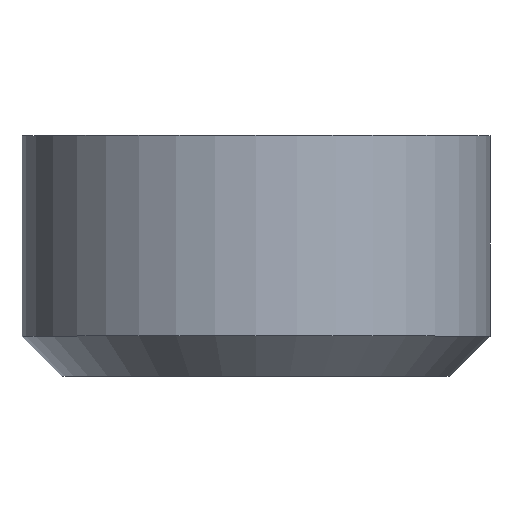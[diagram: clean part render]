
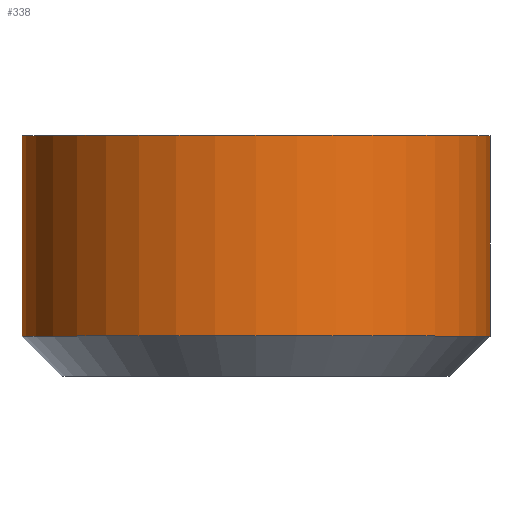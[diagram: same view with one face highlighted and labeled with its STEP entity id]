
A CAD part, top view. The second image highlights one B-rep face of the part: STEP entity #338.
In plain terms, the highlighted cylindrical face has radius 17.5 mm (diameter 35 mm), a full revolution.
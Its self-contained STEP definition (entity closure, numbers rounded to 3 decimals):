
#19=LINE('',#640,#30);
#30=VECTOR('',#507,17.5);
#40=CYLINDRICAL_SURFACE('',#405,17.5);
#81=FACE_OUTER_BOUND('',#115,.T.);
#115=EDGE_LOOP('',(#283,#284,#285,#286));
#142=CIRCLE('',#385,17.5);
#158=CIRCLE('',#403,17.5);
#175=VERTEX_POINT('',#574);
#190=VERTEX_POINT('',#634);
#209=EDGE_CURVE('',#175,#175,#142,.T.);
#225=EDGE_CURVE('',#190,#190,#158,.T.);
#228=EDGE_CURVE('',#175,#190,#19,.T.);
#283=ORIENTED_EDGE('',*,*,#209,.T.);
#284=ORIENTED_EDGE('',*,*,#228,.T.);
#285=ORIENTED_EDGE('',*,*,#225,.F.);
#286=ORIENTED_EDGE('',*,*,#228,.F.);
#338=ADVANCED_FACE('',(#81),#40,.T.);
#385=AXIS2_PLACEMENT_3D('',#575,#464,#465);
#403=AXIS2_PLACEMENT_3D('',#635,#500,#501);
#405=AXIS2_PLACEMENT_3D('',#639,#505,#506);
#464=DIRECTION('center_axis',(0.,-1.,0.));
#465=DIRECTION('ref_axis',(1.,0.,0.));
#500=DIRECTION('center_axis',(0.,-1.,0.));
#501=DIRECTION('ref_axis',(1.,0.,0.));
#505=DIRECTION('center_axis',(0.,1.,0.));
#506=DIRECTION('ref_axis',(1.,0.,0.));
#507=DIRECTION('',(0.,-1.,0.));
#574=CARTESIAN_POINT('',(-17.5,18.,0.));
#575=CARTESIAN_POINT('Origin',(0.,18.,0.));
#634=CARTESIAN_POINT('',(-17.5,3.,0.));
#635=CARTESIAN_POINT('Origin',(0.,3.,0.));
#639=CARTESIAN_POINT('Origin',(0.,0.,0.));
#640=CARTESIAN_POINT('',(-17.5,0.,0.));
